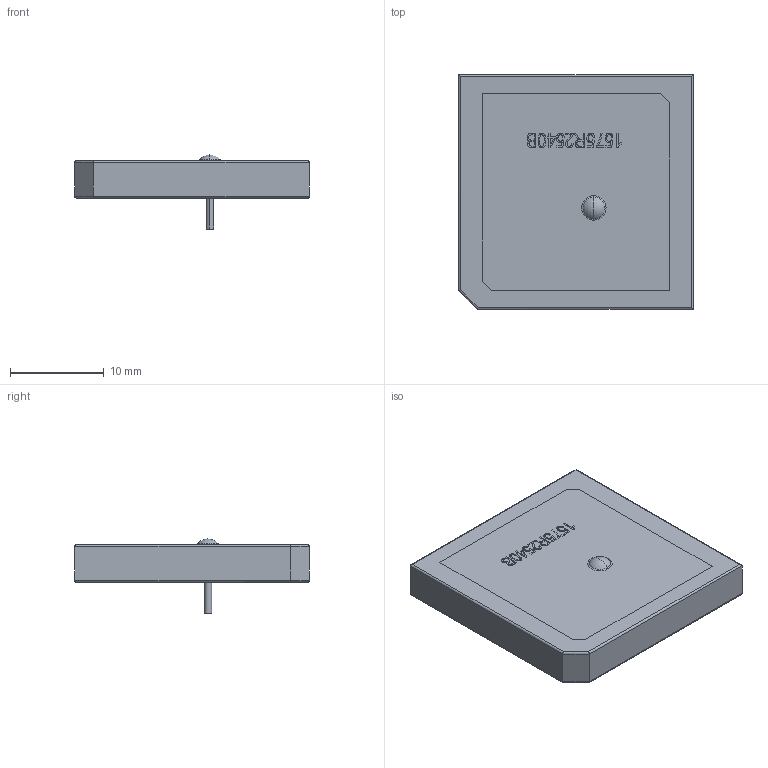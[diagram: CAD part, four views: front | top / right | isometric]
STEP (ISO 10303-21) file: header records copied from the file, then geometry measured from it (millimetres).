
FILE_DESCRIPTION(('FreeCAD Model'),'2;1');
FILE_NAME('APAE1575R2540BBDB1-T.step','2018-02-24T19:31:18',('kicad StepUp'),('ksu MCAD'), 'Open CASCADE STEP processor 6.8','FreeCAD','Unknown');
FILE_SCHEMA(('AUTOMOTIVE_DESIGN_CC2 { 1 2 10303 214 -1 1 5 4 }'));
Length unit declared in the file: millimetre
Products named in the file (1): APAE1575R2540BBDB1-T
Bounding box: 25 x 25 x 7.9 mm (x, y, z)
Volume: 2493.4 mm3; surface area: 1634.3 mm2
Topology: 1 solids, 1 shells, 171 faces, 448 edges, 297 vertices
Faces by surface type: plane 93, bspline 62, cylinder 12, torus 2, sphere 2
Entity records: 9713 total; most frequent: CARTESIAN_POINT 4729, ORIENTED_EDGE 896, DIRECTION 546, EDGE_CURVE 448, LINE 302, VECTOR 302, VERTEX_POINT 297, FACE_BOUND 189
